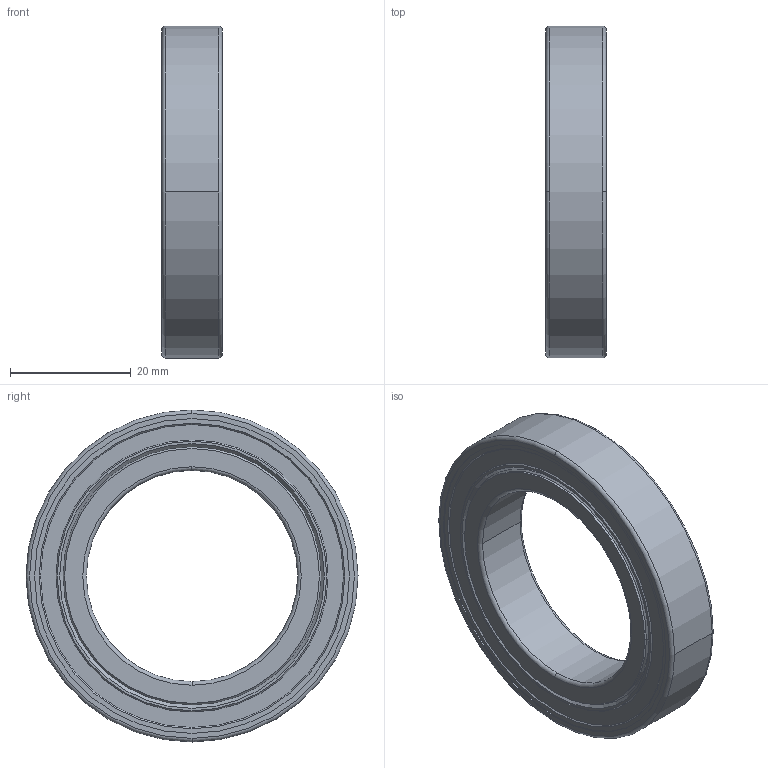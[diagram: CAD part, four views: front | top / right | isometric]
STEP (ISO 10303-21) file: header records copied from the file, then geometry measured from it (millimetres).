
FILE_DESCRIPTION(('STEP AP214'),'1');
FILE_NAME('61907-2rs1.stp','2025-07-10T13:38:35',('TraceParts'),('TraceParts S.A.'),'Spatial InterOp 3D',' ',' ');
FILE_SCHEMA(('AUTOMOTIVE_DESIGN { 1 0 10303 214 1 1 1 1 }'));
Length unit declared in the file: millimetre
Products named in the file (1): SKF_bearing_61907-2RS1_2_1
Bounding box: 10 x 55 x 55 mm (x, y, z)
Volume: 9892.6 mm3; surface area: 12995.4 mm2
Topology: 5 solids, 5 shells, 160 faces, 404 edges, 228 vertices
Faces by surface type: torus 64, cone 36, sphere 28, cylinder 20, plane 12
Entity records: 5384 total; most frequent: CARTESIAN_POINT 1693, DIRECTION 858, ORIENTED_EDGE 696, AXIS2_PLACEMENT_3D 401, EDGE_CURVE 348, CIRCLE 236, VERTEX_POINT 228, EDGE_LOOP 200
